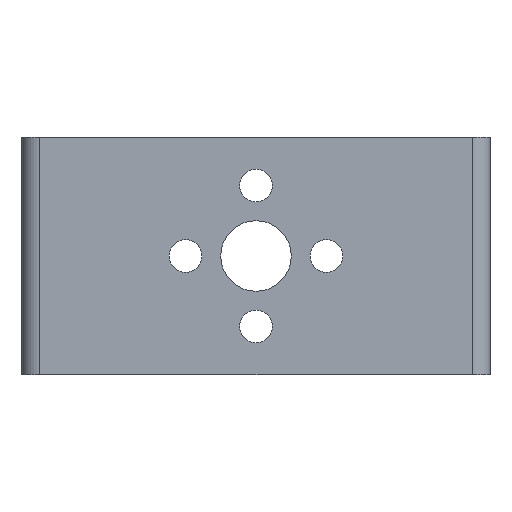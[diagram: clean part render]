
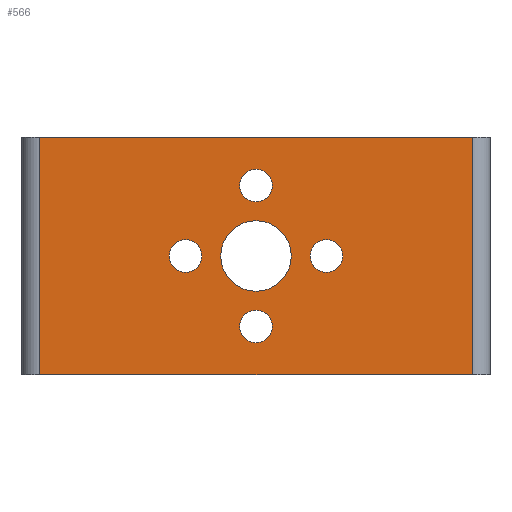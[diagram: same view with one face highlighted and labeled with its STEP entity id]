
A CAD part, front view. The second image highlights one B-rep face of the part: STEP entity #566.
In plain terms, the highlighted planar face has unit normal (0, -1, 0).
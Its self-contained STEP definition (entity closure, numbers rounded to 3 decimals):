
#40=FACE_BOUND('',#118,.T.);
#41=FACE_BOUND('',#119,.T.);
#42=FACE_BOUND('',#120,.T.);
#43=FACE_BOUND('',#121,.T.);
#44=FACE_BOUND('',#122,.T.);
#83=FACE_OUTER_BOUND('',#117,.T.);
#117=EDGE_LOOP('',(#426,#427,#428,#429));
#118=EDGE_LOOP('',(#430));
#119=EDGE_LOOP('',(#431));
#120=EDGE_LOOP('',(#432));
#121=EDGE_LOOP('',(#433));
#122=EDGE_LOOP('',(#434));
#183=LINE('',#839,#207);
#198=LINE('',#883,#222);
#200=LINE('',#898,#224);
#201=LINE('',#899,#225);
#207=VECTOR('',#671,49.2);
#222=VECTOR('',#702,49.2);
#224=VECTOR('',#720,27.);
#225=VECTOR('',#721,27.);
#245=CIRCLE('',#612,4.);
#246=CIRCLE('',#613,1.85);
#247=CIRCLE('',#614,1.85);
#248=CIRCLE('',#615,1.85);
#249=CIRCLE('',#616,1.85);
#274=VERTEX_POINT('',#836);
#275=VERTEX_POINT('',#838);
#285=VERTEX_POINT('',#860);
#296=VERTEX_POINT('',#881);
#302=VERTEX_POINT('',#900);
#303=VERTEX_POINT('',#902);
#304=VERTEX_POINT('',#904);
#305=VERTEX_POINT('',#906);
#306=VERTEX_POINT('',#908);
#328=EDGE_CURVE('',#275,#274,#183,.T.);
#350=EDGE_CURVE('',#296,#285,#198,.T.);
#358=EDGE_CURVE('',#285,#274,#200,.T.);
#359=EDGE_CURVE('',#296,#275,#201,.T.);
#360=EDGE_CURVE('',#302,#302,#245,.T.);
#361=EDGE_CURVE('',#303,#303,#246,.T.);
#362=EDGE_CURVE('',#304,#304,#247,.T.);
#363=EDGE_CURVE('',#305,#305,#248,.T.);
#364=EDGE_CURVE('',#306,#306,#249,.T.);
#426=ORIENTED_EDGE('',*,*,#358,.F.);
#427=ORIENTED_EDGE('',*,*,#350,.F.);
#428=ORIENTED_EDGE('',*,*,#359,.T.);
#429=ORIENTED_EDGE('',*,*,#328,.T.);
#430=ORIENTED_EDGE('',*,*,#360,.T.);
#431=ORIENTED_EDGE('',*,*,#361,.T.);
#432=ORIENTED_EDGE('',*,*,#362,.T.);
#433=ORIENTED_EDGE('',*,*,#363,.T.);
#434=ORIENTED_EDGE('',*,*,#364,.T.);
#528=PLANE('',#611);
#566=ADVANCED_FACE('',(#83,#40,#41,#42,#43,#44),#528,.T.);
#611=AXIS2_PLACEMENT_3D('',#897,#718,#719);
#612=AXIS2_PLACEMENT_3D('',#901,#722,#723);
#613=AXIS2_PLACEMENT_3D('',#903,#724,#725);
#614=AXIS2_PLACEMENT_3D('',#905,#726,#727);
#615=AXIS2_PLACEMENT_3D('',#907,#728,#729);
#616=AXIS2_PLACEMENT_3D('',#909,#730,#731);
#671=DIRECTION('',(1.,0.,0.));
#702=DIRECTION('',(1.,0.,0.));
#718=DIRECTION('center_axis',(0.,-1.,0.));
#719=DIRECTION('ref_axis',(0.,0.,-1.));
#720=DIRECTION('',(0.,0.,-1.));
#721=DIRECTION('',(0.,0.,-1.));
#722=DIRECTION('center_axis',(0.,1.,0.));
#723=DIRECTION('ref_axis',(1.,0.,0.));
#724=DIRECTION('center_axis',(0.,1.,0.));
#725=DIRECTION('ref_axis',(1.,0.,0.));
#726=DIRECTION('center_axis',(0.,1.,0.));
#727=DIRECTION('ref_axis',(1.,0.,0.));
#728=DIRECTION('center_axis',(0.,1.,0.));
#729=DIRECTION('ref_axis',(1.,0.,0.));
#730=DIRECTION('center_axis',(0.,1.,0.));
#731=DIRECTION('ref_axis',(1.,0.,0.));
#836=CARTESIAN_POINT('',(24.6,-1.6,-13.5));
#838=CARTESIAN_POINT('',(-24.6,-1.6,-13.5));
#839=CARTESIAN_POINT('',(-24.6,-1.6,-13.5));
#860=CARTESIAN_POINT('',(24.6,-1.6,13.5));
#881=CARTESIAN_POINT('',(-24.6,-1.6,13.5));
#883=CARTESIAN_POINT('',(-24.6,-1.6,13.5));
#897=CARTESIAN_POINT('Origin',(-26.6,-1.6,-13.5));
#898=CARTESIAN_POINT('',(24.6,-1.6,13.5));
#899=CARTESIAN_POINT('',(-24.6,-1.6,13.5));
#900=CARTESIAN_POINT('',(-4.,-1.6,0.));
#901=CARTESIAN_POINT('Origin',(0.,-1.6,0.));
#902=CARTESIAN_POINT('',(-1.85,-1.6,-8.));
#903=CARTESIAN_POINT('Origin',(0.,-1.6,-8.));
#904=CARTESIAN_POINT('',(6.15,-1.6,0.));
#905=CARTESIAN_POINT('Origin',(8.,-1.6,0.));
#906=CARTESIAN_POINT('',(-1.85,-1.6,8.));
#907=CARTESIAN_POINT('Origin',(0.,-1.6,8.));
#908=CARTESIAN_POINT('',(-9.85,-1.6,0.));
#909=CARTESIAN_POINT('Origin',(-8.,-1.6,0.));
